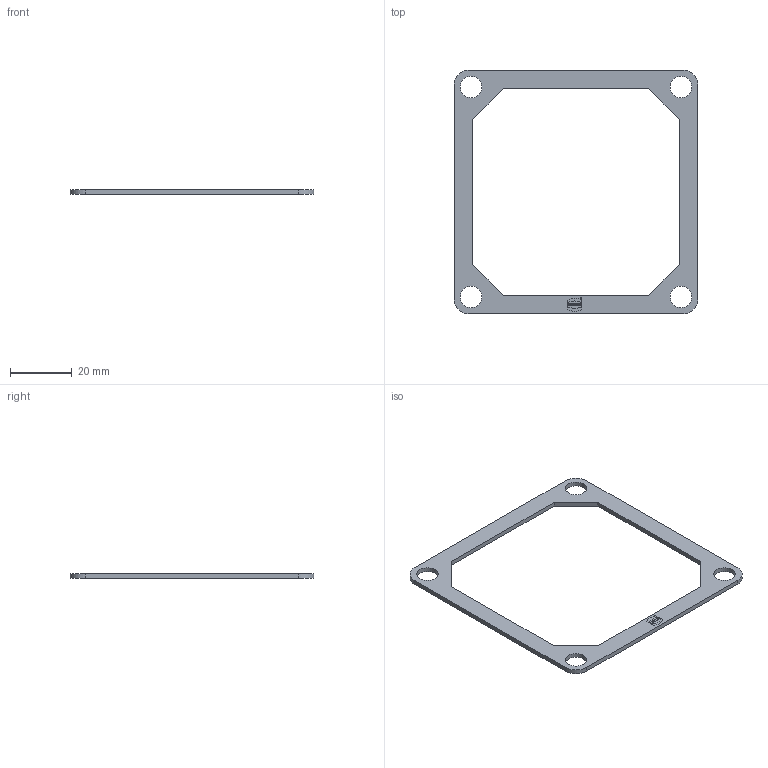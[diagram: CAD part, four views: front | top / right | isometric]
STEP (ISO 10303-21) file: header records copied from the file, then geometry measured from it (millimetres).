
FILE_DESCRIPTION(/* description */ (''),/* implementation_level */ '2;1');
FILE_NAME(/* name */ '100758372ugm000_a.stp',/* time_stamp */ '2018-01-04T11:42:12+01:00',/* author */ (''),/* organization */ (''),/* preprocessor_version */ 'ST-DEVELOPER v16',/* originating_system */ 'SIEMENS PLM Software NX 10.0',/* authorisation */ '');
FILE_SCHEMA (('AUTOMOTIVE_DESIGN { 1 0 10303 214 3 1 1 1 }'));
Length unit declared in the file: millimetre
Products named in the file (1): 100758372ugm000_a
Bounding box: 79 x 79 x 1.5 mm (x, y, z)
Volume: 2664.9 mm3; surface area: 4513.1 mm2
Topology: 1 solids, 1 shells, 37 faces, 222 edges, 282 vertices
Faces by surface type: plane 29, cylinder 8
Full cylindrical faces by diameter (mm): 7 x4
Entity records: 2911 total; most frequent: CARTESIAN_POINT 696, DIRECTION 310, ORIENTED_EDGE 274, LINE 178, VECTOR 178, EDGE_CURVE 137, VERTEX_POINT 121, PRESENTATION_STYLE_ASSIGNMENT 120
